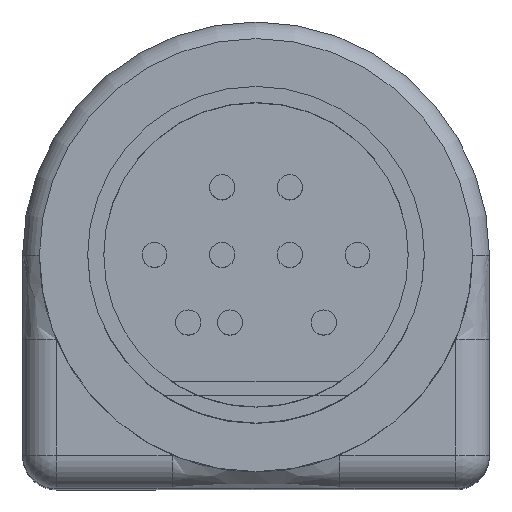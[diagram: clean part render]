
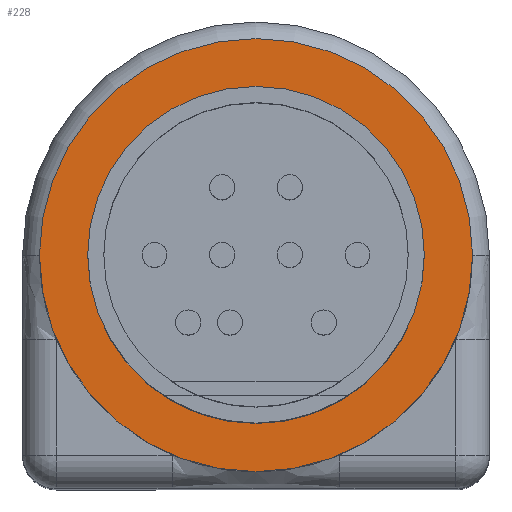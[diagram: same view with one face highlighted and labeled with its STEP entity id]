
A CAD part, top view. The second image highlights one B-rep face of the part: STEP entity #228.
In plain terms, the highlighted face is planar.
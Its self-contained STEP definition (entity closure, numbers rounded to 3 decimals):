
#171 = CIRCLE ( 'NONE', #8355, 6.4 ) ;
#228 = ADVANCED_FACE ( 'NONE', ( #7909, #9929 ), #9183, .F. ) ;
#628 = DIRECTION ( 'NONE',  ( -1., 0., 0. ) ) ;
#1007 = AXIS2_PLACEMENT_3D ( 'NONE', #2930, #9094, #7506 ) ;
#1421 = CARTESIAN_POINT ( 'NONE',  ( -34.8, 6.4, 0. ) ) ;
#1470 = ORIENTED_EDGE ( 'NONE', *, *, #8330, .F. ) ;
#2266 = ORIENTED_EDGE ( 'NONE', *, *, #9259, .F. ) ;
#2510 = ORIENTED_EDGE ( 'NONE', *, *, #9375, .T. ) ;
#2907 = VERTEX_POINT ( 'NONE', #1421 ) ;
#2930 = CARTESIAN_POINT ( 'NONE',  ( -34.8, 4.975, 0. ) ) ;
#3149 = CARTESIAN_POINT ( 'NONE',  ( -34.8, 0., 0. ) ) ;
#3251 = AXIS2_PLACEMENT_3D ( 'NONE', #9184, #4000, #10071 ) ;
#3892 = ORIENTED_EDGE ( 'NONE', *, *, #10588, .T. ) ;
#3909 = CARTESIAN_POINT ( 'NONE',  ( -34.8, 0., 0. ) ) ;
#4000 = DIRECTION ( 'NONE',  ( -1., 0., 0. ) ) ;
#4023 = DIRECTION ( 'NONE',  ( 0., -1., 0. ) ) ;
#4787 = DIRECTION ( 'NONE',  ( 0., -1., 0. ) ) ;
#5822 = CARTESIAN_POINT ( 'NONE',  ( -34.8, 0., 0. ) ) ;
#6139 = AXIS2_PLACEMENT_3D ( 'NONE', #3149, #9210, #4023 ) ;
#6463 = EDGE_LOOP ( 'NONE', ( #1470, #2266 ) ) ;
#6697 = DIRECTION ( 'NONE',  ( 0., -1., 0. ) ) ;
#7506 = DIRECTION ( 'NONE',  ( 0., 1., 0. ) ) ;
#7599 = CIRCLE ( 'NONE', #6139, 4.975 ) ;
#7704 = EDGE_LOOP ( 'NONE', ( #2510, #3892 ) ) ;
#7909 = FACE_BOUND ( 'NONE', #6463, .T. ) ;
#7951 = CIRCLE ( 'NONE', #3251, 4.975 ) ;
#8215 = CARTESIAN_POINT ( 'NONE',  ( -34.8, -4.975, 0. ) ) ;
#8330 = EDGE_CURVE ( 'NONE', #10591, #10836, #7599, .T. ) ;
#8355 = AXIS2_PLACEMENT_3D ( 'NONE', #3909, #9970, #4787 ) ;
#8365 = VERTEX_POINT ( 'NONE', #8391 ) ;
#8391 = CARTESIAN_POINT ( 'NONE',  ( -34.8, -6.4, 0. ) ) ;
#8487 = AXIS2_PLACEMENT_3D ( 'NONE', #5822, #628, #6697 ) ;
#8881 = CIRCLE ( 'NONE', #8487, 6.4 ) ;
#9094 = DIRECTION ( 'NONE',  ( 1., 0., 0. ) ) ;
#9183 = PLANE ( 'NONE',  #1007 ) ;
#9184 = CARTESIAN_POINT ( 'NONE',  ( -34.8, 0., 0. ) ) ;
#9210 = DIRECTION ( 'NONE',  ( -1., 0., 0. ) ) ;
#9259 = EDGE_CURVE ( 'NONE', #10836, #10591, #7951, .T. ) ;
#9302 = CARTESIAN_POINT ( 'NONE',  ( -34.8, 4.975, 0. ) ) ;
#9375 = EDGE_CURVE ( 'NONE', #8365, #2907, #8881, .T. ) ;
#9929 = FACE_OUTER_BOUND ( 'NONE', #7704, .T. ) ;
#9970 = DIRECTION ( 'NONE',  ( -1., 0., 0. ) ) ;
#10071 = DIRECTION ( 'NONE',  ( 0., -1., 0. ) ) ;
#10588 = EDGE_CURVE ( 'NONE', #2907, #8365, #171, .T. ) ;
#10591 = VERTEX_POINT ( 'NONE', #8215 ) ;
#10836 = VERTEX_POINT ( 'NONE', #9302 ) ;
